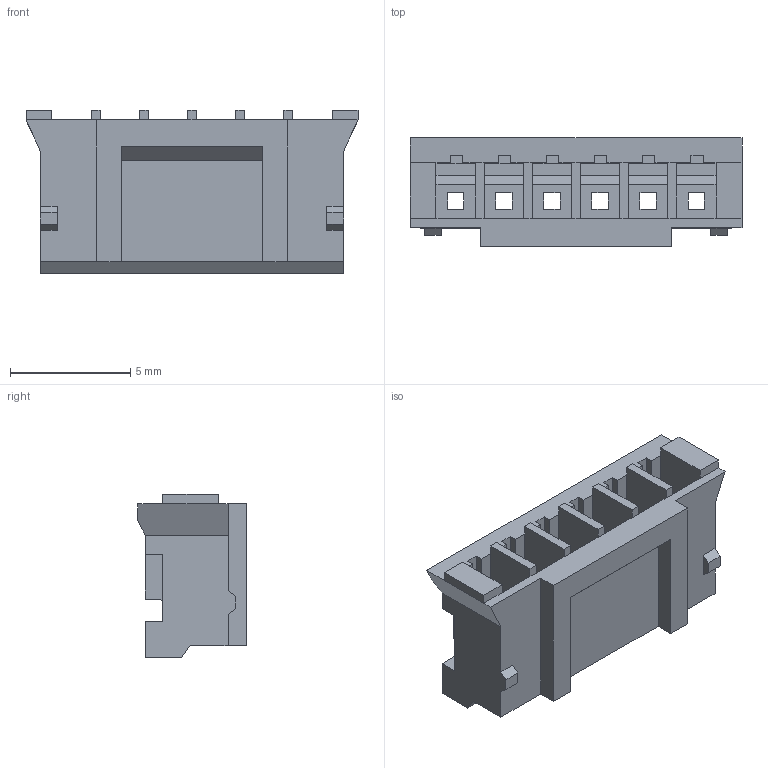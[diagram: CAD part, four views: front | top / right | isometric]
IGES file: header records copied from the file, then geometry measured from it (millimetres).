
Start section:  PTC IGES file: js-1124-06.igs
Global section: file name: js-1124-06.igs; native system: Pro/ENGINEER by Parametric Technology Corporation; preprocessor: 2009460; author: user; organization: Unknown; date: 20141009.112251; units: millimetre
Bounding box: 13.8 x 4.5 x 6.8 mm (x, y, z)
Surface area: 628.1 mm2 (no closed solid volume)
Topology: 0 solids, 0 shells, 275 faces, 1554 edges, 1554 vertices
Faces by surface type: bspline 275
